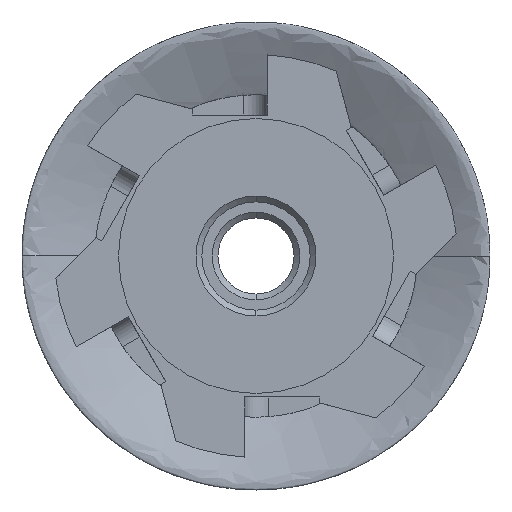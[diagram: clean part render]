
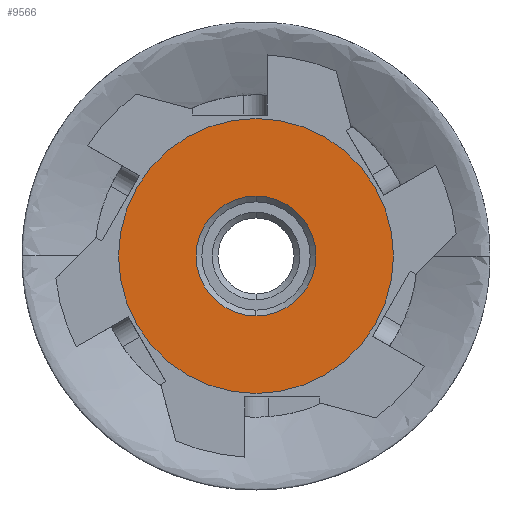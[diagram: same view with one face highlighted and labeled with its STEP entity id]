
A CAD part, left-side view. The second image highlights one B-rep face of the part: STEP entity #9566.
In plain terms, the highlighted planar face has unit normal (-1, 0, 0).
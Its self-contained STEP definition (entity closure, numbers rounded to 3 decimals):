
#78 = EDGE_LOOP ( 'NONE', ( #6916, #6036 ) ) ;
#168 = VERTEX_POINT ( 'NONE', #3195 ) ;
#170 = CIRCLE ( 'NONE', #4592, 23.5 ) ;
#237 = AXIS2_PLACEMENT_3D ( 'NONE', #9201, #7787, #3369 ) ;
#355 = CARTESIAN_POINT ( 'NONE',  ( 1., 0., 10.25 ) ) ;
#1563 = AXIS2_PLACEMENT_3D ( 'NONE', #8231, #3818, #8976 ) ;
#1760 = CIRCLE ( 'NONE', #9019, 10.25 ) ;
#2455 = CARTESIAN_POINT ( 'NONE',  ( 1., 0., 0. ) ) ;
#2729 = VERTEX_POINT ( 'NONE', #9008 ) ;
#3099 = DIRECTION ( 'NONE',  ( -1., 0., 0. ) ) ;
#3134 = VERTEX_POINT ( 'NONE', #6831 ) ;
#3195 = CARTESIAN_POINT ( 'NONE',  ( 1., 0., -23.5 ) ) ;
#3207 = DIRECTION ( 'NONE',  ( 0., 0., 1. ) ) ;
#3369 = DIRECTION ( 'NONE',  ( 0., 0., 1. ) ) ;
#3468 = CARTESIAN_POINT ( 'NONE',  ( 1., 0., 0. ) ) ;
#3818 = DIRECTION ( 'NONE',  ( -1., 0., 0. ) ) ;
#4225 = DIRECTION ( 'NONE',  ( 0., 0., 1. ) ) ;
#4258 = VERTEX_POINT ( 'NONE', #355 ) ;
#4408 = ORIENTED_EDGE ( 'NONE', *, *, #5364, .F. ) ;
#4592 = AXIS2_PLACEMENT_3D ( 'NONE', #3468, #8627, #4225 ) ;
#5113 = EDGE_CURVE ( 'NONE', #2729, #4258, #7145, .T. ) ;
#5364 = EDGE_CURVE ( 'NONE', #4258, #2729, #1760, .T. ) ;
#5491 = ORIENTED_EDGE ( 'NONE', *, *, #5113, .F. ) ;
#6036 = ORIENTED_EDGE ( 'NONE', *, *, #7984, .T. ) ;
#6328 = FACE_OUTER_BOUND ( 'NONE', #78, .T. ) ;
#6831 = CARTESIAN_POINT ( 'NONE',  ( 1., 0., 23.5 ) ) ;
#6916 = ORIENTED_EDGE ( 'NONE', *, *, #7711, .T. ) ;
#7052 = PLANE ( 'NONE',  #237 ) ;
#7145 = CIRCLE ( 'NONE', #1563, 10.25 ) ;
#7320 = EDGE_LOOP ( 'NONE', ( #4408, #5491 ) ) ;
#7517 = CARTESIAN_POINT ( 'NONE',  ( 1., 0., 0. ) ) ;
#7612 = DIRECTION ( 'NONE',  ( -1., 0., 0. ) ) ;
#7711 = EDGE_CURVE ( 'NONE', #3134, #168, #170, .T. ) ;
#7742 = CIRCLE ( 'NONE', #7854, 23.5 ) ;
#7787 = DIRECTION ( 'NONE',  ( -1., 0., 0. ) ) ;
#7854 = AXIS2_PLACEMENT_3D ( 'NONE', #7517, #3099, #8254 ) ;
#7984 = EDGE_CURVE ( 'NONE', #168, #3134, #7742, .T. ) ;
#8231 = CARTESIAN_POINT ( 'NONE',  ( 1., 0., 0. ) ) ;
#8254 = DIRECTION ( 'NONE',  ( 0., 0., 1. ) ) ;
#8289 = FACE_BOUND ( 'NONE', #7320, .T. ) ;
#8627 = DIRECTION ( 'NONE',  ( -1., 0., 0. ) ) ;
#8976 = DIRECTION ( 'NONE',  ( 0., 0., 1. ) ) ;
#9008 = CARTESIAN_POINT ( 'NONE',  ( 1., 0., -10.25 ) ) ;
#9019 = AXIS2_PLACEMENT_3D ( 'NONE', #2455, #7612, #3207 ) ;
#9201 = CARTESIAN_POINT ( 'NONE',  ( 1., 23.5, 0. ) ) ;
#9566 = ADVANCED_FACE ( 'NONE', ( #6328, #8289 ), #7052, .T. ) ;
